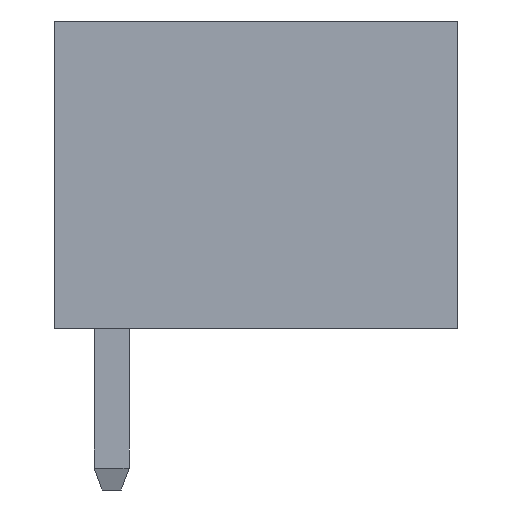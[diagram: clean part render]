
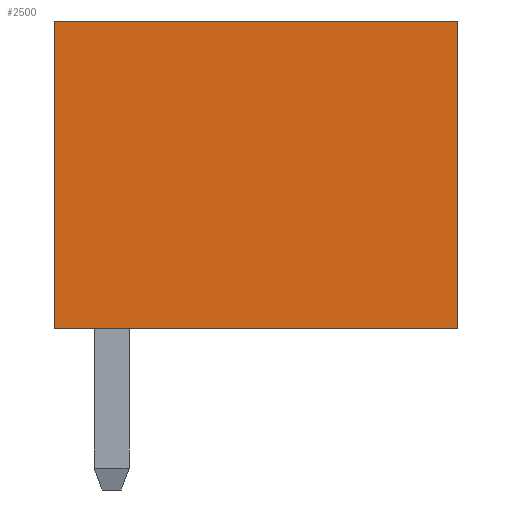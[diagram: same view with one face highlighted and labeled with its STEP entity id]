
A CAD part, left-side view. The second image highlights one B-rep face of the part: STEP entity #2500.
In plain terms, the highlighted planar face has unit normal (-1, 0, 0).
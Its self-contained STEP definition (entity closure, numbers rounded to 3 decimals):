
#506 = EDGE_LOOP ( 'NONE', ( #7605, #11731, #5994, #2340 ) ) ;
#1244 = EDGE_CURVE ( 'NONE', #3541, #8097, #2908, .T. ) ;
#2067 = AXIS2_PLACEMENT_3D ( 'NONE', #7059, #7018, #6770 ) ;
#2340 = ORIENTED_EDGE ( 'NONE', *, *, #6135, .T. ) ;
#2427 = EDGE_CURVE ( 'NONE', #2664, #8097, #12091, .T. ) ;
#2500 = ADVANCED_FACE ( 'NONE', ( #11125 ), #6072, .F. ) ;
#2664 = VERTEX_POINT ( 'NONE', #8736 ) ;
#2729 = VECTOR ( 'NONE', #5346, 1000. ) ;
#2908 = LINE ( 'NONE', #11374, #5630 ) ;
#2943 = CARTESIAN_POINT ( 'NONE',  ( -15.64, 4.6, 7. ) ) ;
#3541 = VERTEX_POINT ( 'NONE', #4284 ) ;
#4083 = VECTOR ( 'NONE', #7005, 1000. ) ;
#4284 = CARTESIAN_POINT ( 'NONE',  ( -15.64, -4.6, 7. ) ) ;
#4331 = CARTESIAN_POINT ( 'NONE',  ( -15.64, 4.6, 7. ) ) ;
#4658 = DIRECTION ( 'NONE',  ( 0., -1., 0. ) ) ;
#5180 = CARTESIAN_POINT ( 'NONE',  ( -15.64, 4.6, 0. ) ) ;
#5346 = DIRECTION ( 'NONE',  ( 0., -1., 0. ) ) ;
#5630 = VECTOR ( 'NONE', #11477, 1000. ) ;
#5994 = ORIENTED_EDGE ( 'NONE', *, *, #12590, .F. ) ;
#6072 = PLANE ( 'NONE',  #2067 ) ;
#6135 = EDGE_CURVE ( 'NONE', #7569, #2664, #7062, .T. ) ;
#6761 = VECTOR ( 'NONE', #4658, 1000. ) ;
#6770 = DIRECTION ( 'NONE',  ( 0., 0., -1. ) ) ;
#7005 = DIRECTION ( 'NONE',  ( 0., 0., -1. ) ) ;
#7018 = DIRECTION ( 'NONE',  ( 1., 0., 0. ) ) ;
#7059 = CARTESIAN_POINT ( 'NONE',  ( -15.64, 4.6, 7. ) ) ;
#7062 = LINE ( 'NONE', #2943, #4083 ) ;
#7569 = VERTEX_POINT ( 'NONE', #12776 ) ;
#7605 = ORIENTED_EDGE ( 'NONE', *, *, #2427, .T. ) ;
#8097 = VERTEX_POINT ( 'NONE', #11753 ) ;
#8736 = CARTESIAN_POINT ( 'NONE',  ( -15.64, 4.6, 0. ) ) ;
#10750 = LINE ( 'NONE', #4331, #2729 ) ;
#11125 = FACE_OUTER_BOUND ( 'NONE', #506, .T. ) ;
#11374 = CARTESIAN_POINT ( 'NONE',  ( -15.64, -4.6, 7. ) ) ;
#11477 = DIRECTION ( 'NONE',  ( 0., 0., -1. ) ) ;
#11731 = ORIENTED_EDGE ( 'NONE', *, *, #1244, .F. ) ;
#11753 = CARTESIAN_POINT ( 'NONE',  ( -15.64, -4.6, 0. ) ) ;
#12091 = LINE ( 'NONE', #5180, #6761 ) ;
#12590 = EDGE_CURVE ( 'NONE', #7569, #3541, #10750, .T. ) ;
#12776 = CARTESIAN_POINT ( 'NONE',  ( -15.64, 4.6, 7. ) ) ;
